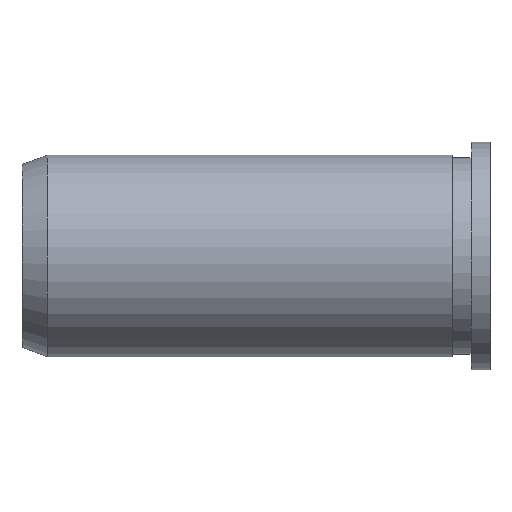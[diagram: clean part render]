
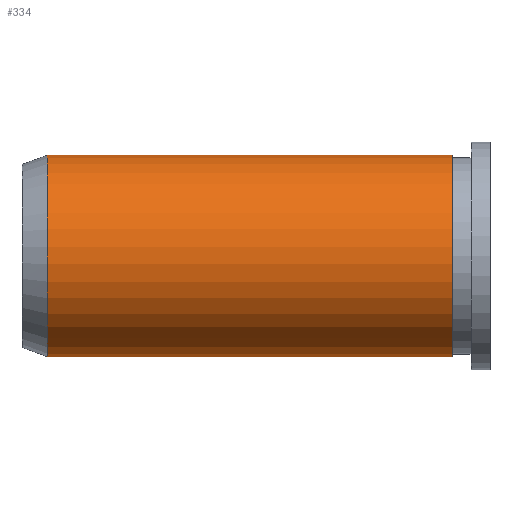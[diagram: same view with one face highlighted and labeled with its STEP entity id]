
A CAD part, top view. The second image highlights one B-rep face of the part: STEP entity #334.
In plain terms, the highlighted cylindrical face has radius 8 mm (diameter 16 mm), a partial arc.
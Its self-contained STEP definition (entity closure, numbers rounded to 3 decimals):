
#4 = ORIENTED_EDGE ( 'NONE', *, *, #103, .T. ) ;
#9 = EDGE_CURVE ( 'NONE', #369, #183, #225, .T. ) ;
#24 = LINE ( 'NONE', #332, #27 ) ;
#27 = VECTOR ( 'NONE', #239, 1000. ) ;
#28 = ORIENTED_EDGE ( 'NONE', *, *, #9, .F. ) ;
#30 = DIRECTION ( 'NONE',  ( -1., 0., 0. ) ) ;
#35 = AXIS2_PLACEMENT_3D ( 'NONE', #124, #164, #288 ) ;
#63 = AXIS2_PLACEMENT_3D ( 'NONE', #110, #221, #279 ) ;
#64 = CARTESIAN_POINT ( 'NONE',  ( -35., -7.965, -0.75 ) ) ;
#77 = CARTESIAN_POINT ( 'NONE',  ( -35., -7.965, 0.75 ) ) ;
#78 = LINE ( 'NONE', #100, #231 ) ;
#94 = FACE_OUTER_BOUND ( 'NONE', #282, .T. ) ;
#96 = VERTEX_POINT ( 'NONE', #256 ) ;
#100 = CARTESIAN_POINT ( 'NONE',  ( -38.588, -7.965, 0.75 ) ) ;
#103 = EDGE_CURVE ( 'NONE', #267, #96, #273, .T. ) ;
#110 = CARTESIAN_POINT ( 'NONE',  ( -38.588, 0., 0. ) ) ;
#124 = CARTESIAN_POINT ( 'NONE',  ( -35., 0., 0. ) ) ;
#144 = EDGE_CURVE ( 'NONE', #96, #183, #24, .T. ) ;
#164 = DIRECTION ( 'NONE',  ( -1., 0., 0. ) ) ;
#183 = VERTEX_POINT ( 'NONE', #64 ) ;
#205 = CYLINDRICAL_SURFACE ( 'NONE', #63, 8. ) ;
#221 = DIRECTION ( 'NONE',  ( -1., 0., 0. ) ) ;
#225 = CIRCLE ( 'NONE', #35, 8. ) ;
#231 = VECTOR ( 'NONE', #426, 1000. ) ;
#237 = EDGE_CURVE ( 'NONE', #267, #369, #78, .T. ) ;
#239 = DIRECTION ( 'NONE',  ( -1., 0., 0. ) ) ;
#256 = CARTESIAN_POINT ( 'NONE',  ( -3., -7.965, -0.75 ) ) ;
#267 = VERTEX_POINT ( 'NONE', #300 ) ;
#273 = CIRCLE ( 'NONE', #319, 8. ) ;
#279 = DIRECTION ( 'NONE',  ( 0., 0., 1. ) ) ;
#282 = EDGE_LOOP ( 'NONE', ( #4, #344, #28, #389 ) ) ;
#288 = DIRECTION ( 'NONE',  ( 0., 0., 1. ) ) ;
#298 = DIRECTION ( 'NONE',  ( 0., 0., 1. ) ) ;
#300 = CARTESIAN_POINT ( 'NONE',  ( -3., -7.965, 0.75 ) ) ;
#319 = AXIS2_PLACEMENT_3D ( 'NONE', #422, #30, #298 ) ;
#332 = CARTESIAN_POINT ( 'NONE',  ( -38.588, -7.965, -0.75 ) ) ;
#334 = ADVANCED_FACE ( 'NONE', ( #94 ), #205, .T. ) ;
#344 = ORIENTED_EDGE ( 'NONE', *, *, #144, .T. ) ;
#369 = VERTEX_POINT ( 'NONE', #77 ) ;
#389 = ORIENTED_EDGE ( 'NONE', *, *, #237, .F. ) ;
#422 = CARTESIAN_POINT ( 'NONE',  ( -3., 0., 0. ) ) ;
#426 = DIRECTION ( 'NONE',  ( -1., 0., 0. ) ) ;
